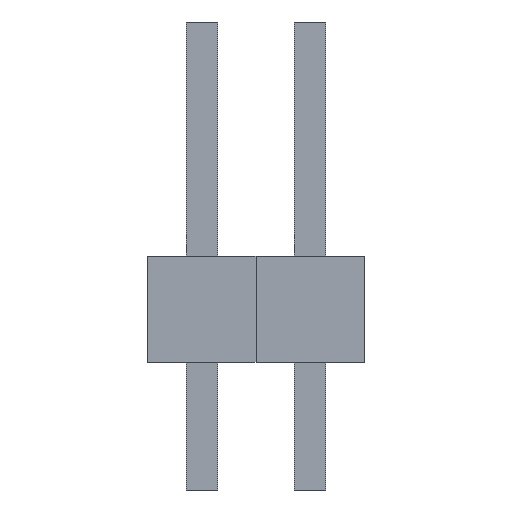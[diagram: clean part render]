
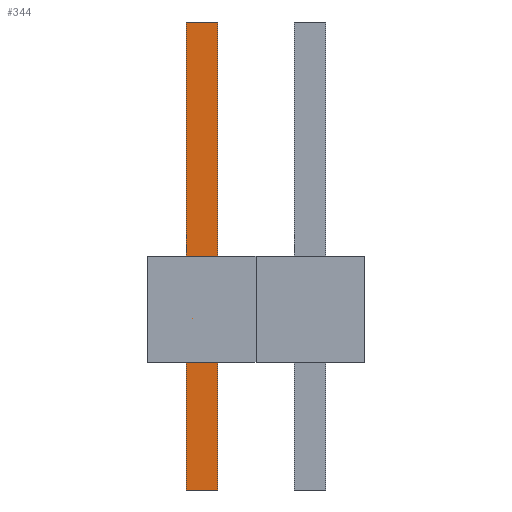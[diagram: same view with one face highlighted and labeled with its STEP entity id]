
A CAD part, front view. The second image highlights one B-rep face of the part: STEP entity #344.
In plain terms, the highlighted planar face has unit normal (0, -1, 0).
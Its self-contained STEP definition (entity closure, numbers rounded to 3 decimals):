
#13=DIRECTION('',(0.,0.,1.));
#14=DIRECTION('',(1.,0.,0.));
#185=VECTOR('',#13,1.);
#192=DIRECTION('',(0.,1.,0.));
#234=VECTOR('',#14,1.);
#298=EDGE_CURVE('',#299,#301,#303,.T.);
#299=VERTEX_POINT('',#300);
#300=CARTESIAN_POINT('',(-0.371,-0.371,-3.));
#301=VERTEX_POINT('',#302);
#302=CARTESIAN_POINT('',(-0.371,-0.371,8.));
#303=LINE('',#300,#185);
#322=ORIENTED_EDGE('',*,*,#323,.F.);
#323=EDGE_CURVE('',#324,#326,#328,.T.);
#324=VERTEX_POINT('',#325);
#325=CARTESIAN_POINT('',(0.371,-0.371,-3.));
#326=VERTEX_POINT('',#327);
#327=CARTESIAN_POINT('',(0.371,-0.371,8.));
#328=LINE('',#325,#185);
#344=ADVANCED_FACE('',(#345),#354,.F.);
#345=FACE_BOUND('',#346,.F.);
#346=EDGE_LOOP('',(#347,#350,#351,#322));
#347=ORIENTED_EDGE('',*,*,#348,.F.);
#348=EDGE_CURVE('',#299,#324,#349,.T.);
#349=LINE('',#300,#234);
#350=ORIENTED_EDGE('',*,*,#298,.T.);
#351=ORIENTED_EDGE('',*,*,#352,.T.);
#352=EDGE_CURVE('',#301,#326,#353,.T.);
#353=LINE('',#302,#234);
#354=PLANE('',#355);
#355=AXIS2_PLACEMENT_3D('',#300,#192,#13);
